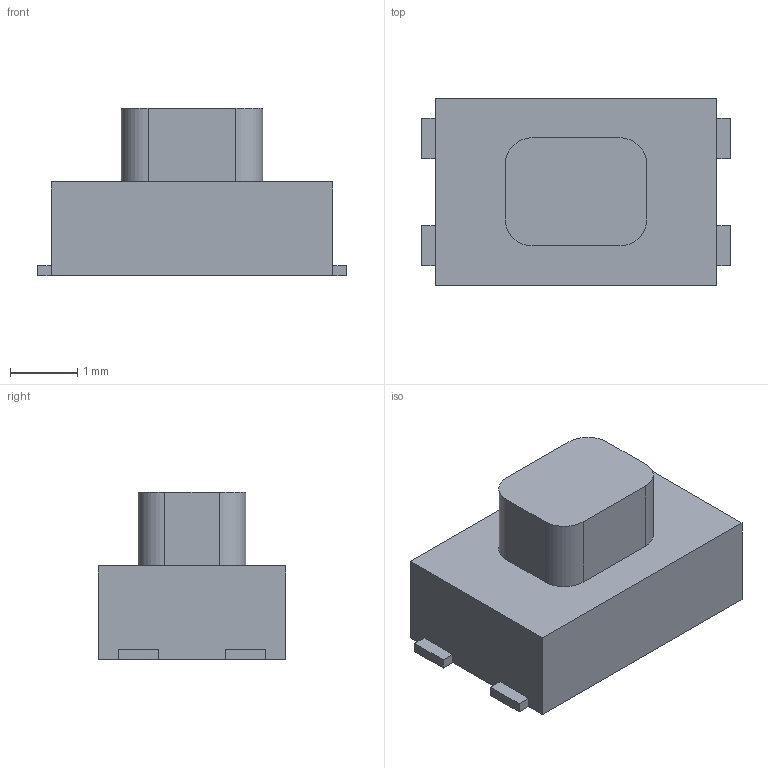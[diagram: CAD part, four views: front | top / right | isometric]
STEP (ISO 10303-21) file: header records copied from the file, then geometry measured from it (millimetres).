
FILE_DESCRIPTION(('FreeCAD Model'),'2;1');
FILE_NAME('KMR442G_4_6mm_2_8mm_tactile_switch_v007_cp.step','2020-08-03T20:45:40',( 'kicad StepUp'),('ksu MCAD'),'Open CASCADE STEP processor 7.3', 'FreeCAD','Unknown');
FILE_SCHEMA(('AUTOMOTIVE_DESIGN { 1 0 10303 214 1 1 1 1 }'));
Length unit declared in the file: millimetre
Products named in the file (1): KMR442G_4_6mm_2_8mm_tactile_switch_v007_cp
Bounding box: 4.6 x 2.8 x 2.5 mm (x, y, z)
Volume: 20.1 mm3; surface area: 59 mm2
Topology: 6 solids, 6 shells, 40 faces, 84 edges, 56 vertices
Faces by surface type: plane 36, cylinder 4
Entity records: 1339 total; most frequent: CARTESIAN_POINT 181, DIRECTION 174, ORIENTED_EDGE 168, EDGE_CURVE 84, LINE 76, VECTOR 76, VERTEX_POINT 56, AXIS2_PLACEMENT_3D 49
